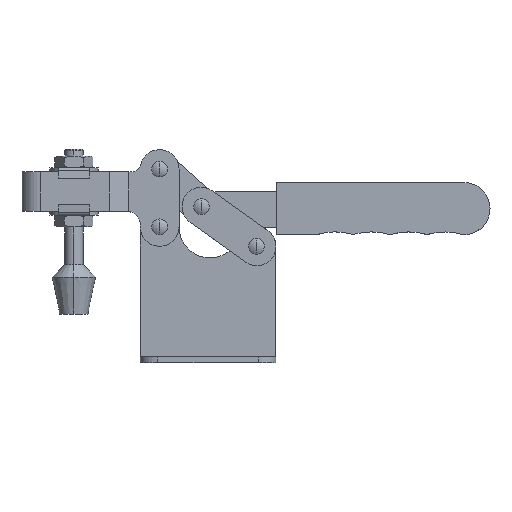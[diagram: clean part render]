
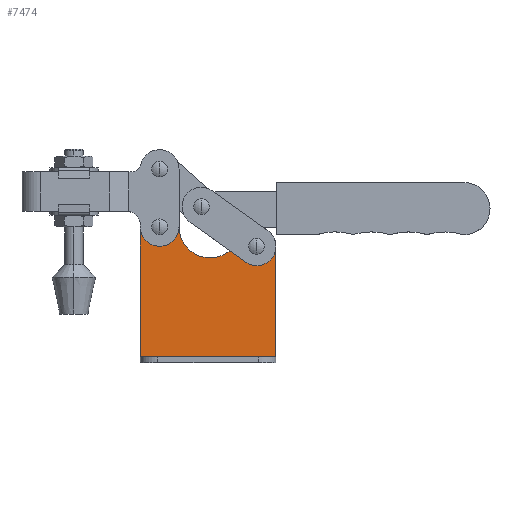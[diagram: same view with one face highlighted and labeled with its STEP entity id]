
A CAD part, top view. The second image highlights one B-rep face of the part: STEP entity #7474.
In plain terms, the highlighted planar face has unit normal (0, 0, 1).
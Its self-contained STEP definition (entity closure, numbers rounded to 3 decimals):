
#56 = DIRECTION ( 'NONE',  ( 1., 0., 0. ) ) ;
#105 = VERTEX_POINT ( 'NONE', #2790 ) ;
#121 = VERTEX_POINT ( 'NONE', #5168 ) ;
#130 = ORIENTED_EDGE ( 'NONE', *, *, #4157, .F. ) ;
#244 = EDGE_CURVE ( 'NONE', #1536, #6253, #5040, .T. ) ;
#387 = CARTESIAN_POINT ( 'NONE',  ( -19.231, 38.846, 3. ) ) ;
#402 = CARTESIAN_POINT ( 'NONE',  ( -60., 45., 3. ) ) ;
#543 = VERTEX_POINT ( 'NONE', #387 ) ;
#555 = CIRCLE ( 'NONE', #7546, 2.5 ) ;
#742 = EDGE_CURVE ( 'NONE', #3694, #2954, #756, .T. ) ;
#756 = LINE ( 'NONE', #2443, #2329 ) ;
#769 = VECTOR ( 'NONE', #5735, 1000. ) ;
#970 = CARTESIAN_POINT ( 'NONE',  ( -62.5, 45., 3. ) ) ;
#1228 = CIRCLE ( 'NONE', #7648, 2.5 ) ;
#1253 = CIRCLE ( 'NONE', #2795, 16. ) ;
#1392 = CARTESIAN_POINT ( 'NONE',  ( -60., 45., 3. ) ) ;
#1536 = VERTEX_POINT ( 'NONE', #8425 ) ;
#1540 = VERTEX_POINT ( 'NONE', #7795 ) ;
#1611 = ORIENTED_EDGE ( 'NONE', *, *, #244, .T. ) ;
#1676 = EDGE_CURVE ( 'NONE', #5981, #7893, #4388, .T. ) ;
#1704 = ORIENTED_EDGE ( 'NONE', *, *, #1676, .F. ) ;
#1731 = AXIS2_PLACEMENT_3D ( 'NONE', #402, #5045, #1747 ) ;
#1747 = DIRECTION ( 'NONE',  ( 1., 0., 0. ) ) ;
#1877 = AXIS2_PLACEMENT_3D ( 'NONE', #3711, #3775, #3926 ) ;
#1878 = FACE_OUTER_BOUND ( 'NONE', #5901, .T. ) ;
#1912 = DIRECTION ( 'NONE',  ( 0., 0., 1. ) ) ;
#2040 = ORIENTED_EDGE ( 'NONE', *, *, #3449, .T. ) ;
#2058 = DIRECTION ( 'NONE',  ( 1., 0., 0. ) ) ;
#2329 = VECTOR ( 'NONE', #4429, 1000. ) ;
#2443 = CARTESIAN_POINT ( 'NONE',  ( -70., 45., 3. ) ) ;
#2497 = CARTESIAN_POINT ( 'NONE',  ( -70., 45., 3. ) ) ;
#2790 = CARTESIAN_POINT ( 'NONE',  ( -12.5, 35., 3. ) ) ;
#2795 = AXIS2_PLACEMENT_3D ( 'NONE', #6782, #2800, #7454 ) ;
#2800 = DIRECTION ( 'NONE',  ( 0., 0., -1. ) ) ;
#2954 = VERTEX_POINT ( 'NONE', #5346 ) ;
#3002 = CARTESIAN_POINT ( 'NONE',  ( -60., 45., 3. ) ) ;
#3449 = EDGE_CURVE ( 'NONE', #543, #1540, #1253, .T. ) ;
#3682 = DIRECTION ( 'NONE',  ( 1., 0., 0. ) ) ;
#3694 = VERTEX_POINT ( 'NONE', #2497 ) ;
#3711 = CARTESIAN_POINT ( 'NONE',  ( -60., 45., 3. ) ) ;
#3775 = DIRECTION ( 'NONE',  ( 0., 0., 1. ) ) ;
#3811 = CARTESIAN_POINT ( 'NONE',  ( 0., 35., 3. ) ) ;
#3837 = EDGE_CURVE ( 'NONE', #105, #121, #6112, .T. ) ;
#3913 = DIRECTION ( 'NONE',  ( 0., 0., 1. ) ) ;
#3926 = DIRECTION ( 'NONE',  ( 1., 0., 0. ) ) ;
#4059 = DIRECTION ( 'NONE',  ( 0., 0., 1. ) ) ;
#4157 = EDGE_CURVE ( 'NONE', #7893, #5981, #1228, .T. ) ;
#4227 = ORIENTED_EDGE ( 'NONE', *, *, #7706, .T. ) ;
#4243 = AXIS2_PLACEMENT_3D ( 'NONE', #8027, #4059, #56 ) ;
#4263 = AXIS2_PLACEMENT_3D ( 'NONE', #1392, #6012, #2058 ) ;
#4325 = LINE ( 'NONE', #4487, #769 ) ;
#4388 = CIRCLE ( 'NONE', #1877, 2.5 ) ;
#4429 = DIRECTION ( 'NONE',  ( 0., -1., 0. ) ) ;
#4487 = CARTESIAN_POINT ( 'NONE',  ( -60., -22., 3. ) ) ;
#4539 = ORIENTED_EDGE ( 'NONE', *, *, #742, .T. ) ;
#5040 = LINE ( 'NONE', #7177, #6618 ) ;
#5041 = EDGE_CURVE ( 'NONE', #2954, #1536, #4325, .T. ) ;
#5045 = DIRECTION ( 'NONE',  ( 0., 0., 1. ) ) ;
#5085 = EDGE_CURVE ( 'NONE', #121, #105, #555, .T. ) ;
#5168 = CARTESIAN_POINT ( 'NONE',  ( -7.5, 35., 3. ) ) ;
#5211 = FACE_BOUND ( 'NONE', #6800, .T. ) ;
#5346 = CARTESIAN_POINT ( 'NONE',  ( -70., -22., 3. ) ) ;
#5521 = EDGE_CURVE ( 'NONE', #6253, #543, #6910, .T. ) ;
#5652 = ORIENTED_EDGE ( 'NONE', *, *, #3837, .F. ) ;
#5722 = PLANE ( 'NONE',  #1731 ) ;
#5735 = DIRECTION ( 'NONE',  ( 1., 0., 0. ) ) ;
#5856 = ORIENTED_EDGE ( 'NONE', *, *, #5085, .F. ) ;
#5871 = CARTESIAN_POINT ( 'NONE',  ( -10., 35., 3. ) ) ;
#5901 = EDGE_LOOP ( 'NONE', ( #4539, #6727, #1611, #7126, #2040, #4227 ) ) ;
#5981 = VERTEX_POINT ( 'NONE', #6154 ) ;
#6012 = DIRECTION ( 'NONE',  ( 0., 0., 1. ) ) ;
#6112 = CIRCLE ( 'NONE', #4243, 2.5 ) ;
#6124 = AXIS2_PLACEMENT_3D ( 'NONE', #5871, #1912, #6570 ) ;
#6154 = CARTESIAN_POINT ( 'NONE',  ( -57.5, 45., 3. ) ) ;
#6253 = VERTEX_POINT ( 'NONE', #3811 ) ;
#6570 = DIRECTION ( 'NONE',  ( 1., 0., 0. ) ) ;
#6618 = VECTOR ( 'NONE', #7736, 1000. ) ;
#6727 = ORIENTED_EDGE ( 'NONE', *, *, #5041, .T. ) ;
#6782 = CARTESIAN_POINT ( 'NONE',  ( -34., 45., 3. ) ) ;
#6800 = EDGE_LOOP ( 'NONE', ( #5652, #5856 ) ) ;
#6910 = CIRCLE ( 'NONE', #6124, 10. ) ;
#7126 = ORIENTED_EDGE ( 'NONE', *, *, #5521, .T. ) ;
#7177 = CARTESIAN_POINT ( 'NONE',  ( 0., 35., 3. ) ) ;
#7403 = FACE_BOUND ( 'NONE', #7626, .T. ) ;
#7454 = DIRECTION ( 'NONE',  ( 1., 0., 0. ) ) ;
#7474 = ADVANCED_FACE ( 'NONE', ( #7403, #5211, #1878 ), #5722, .T. ) ;
#7546 = AXIS2_PLACEMENT_3D ( 'NONE', #7878, #3913, #8566 ) ;
#7626 = EDGE_LOOP ( 'NONE', ( #130, #1704 ) ) ;
#7647 = DIRECTION ( 'NONE',  ( 0., 0., 1. ) ) ;
#7648 = AXIS2_PLACEMENT_3D ( 'NONE', #3002, #7647, #3682 ) ;
#7706 = EDGE_CURVE ( 'NONE', #1540, #3694, #7804, .T. ) ;
#7736 = DIRECTION ( 'NONE',  ( 0., 1., 0. ) ) ;
#7795 = CARTESIAN_POINT ( 'NONE',  ( -50., 45., 3. ) ) ;
#7804 = CIRCLE ( 'NONE', #4263, 10. ) ;
#7878 = CARTESIAN_POINT ( 'NONE',  ( -10., 35., 3. ) ) ;
#7893 = VERTEX_POINT ( 'NONE', #970 ) ;
#8027 = CARTESIAN_POINT ( 'NONE',  ( -10., 35., 3. ) ) ;
#8425 = CARTESIAN_POINT ( 'NONE',  ( 0., -22., 3. ) ) ;
#8566 = DIRECTION ( 'NONE',  ( 1., 0., 0. ) ) ;
